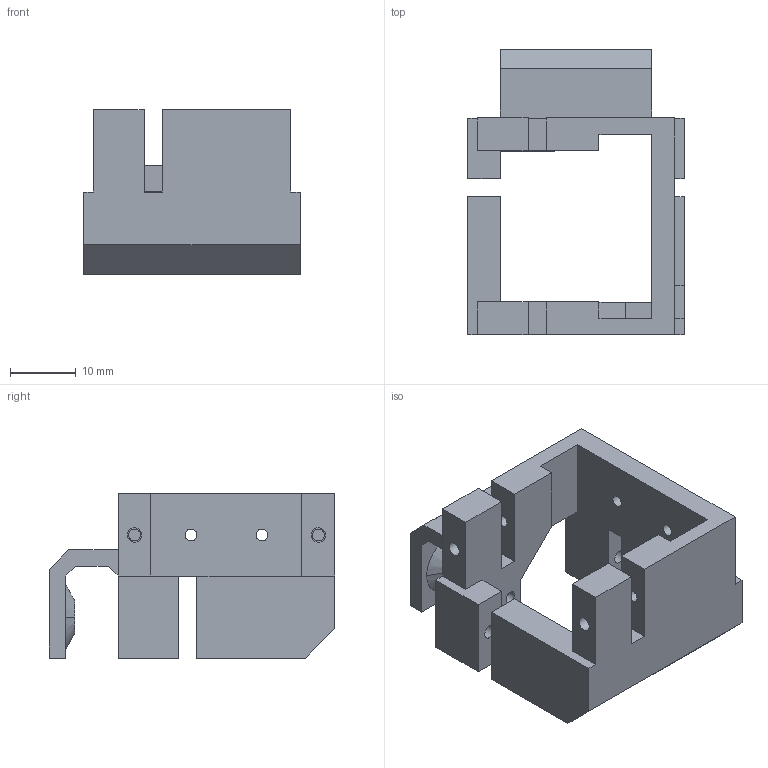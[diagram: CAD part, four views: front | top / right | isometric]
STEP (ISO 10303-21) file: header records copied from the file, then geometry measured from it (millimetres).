
FILE_DESCRIPTION(('FreeCAD Model'),'2;1');
FILE_NAME('clamp_servo_bracket.step','2020-01-27T05:08:59',( 'Author'),(''),'Open CASCADE STEP processor 7.3','FreeCAD','Unknown' );
FILE_SCHEMA(('AUTOMOTIVE_DESIGN { 1 0 10303 214 1 1 1 1 }'));
Length unit declared in the file: millimetre
Products named in the file (1): clamp_servo_bracket
Bounding box: 33 x 43.5 x 25 mm (x, y, z)
Volume: 9994.2 mm3; surface area: 7790.2 mm2
Topology: 1 solids, 1 shells, 97 faces, 273 edges, 180 vertices
Faces by surface type: plane 67, cylinder 26, cone 4
Entity records: 6763 total; most frequent: CARTESIAN_POINT 1157, DIRECTION 1065, LINE 699, VECTOR 699, ORIENTED_EDGE 546, PCURVE 546, DEFINITIONAL_REPRESENTATION 546, EDGE_CURVE 273
